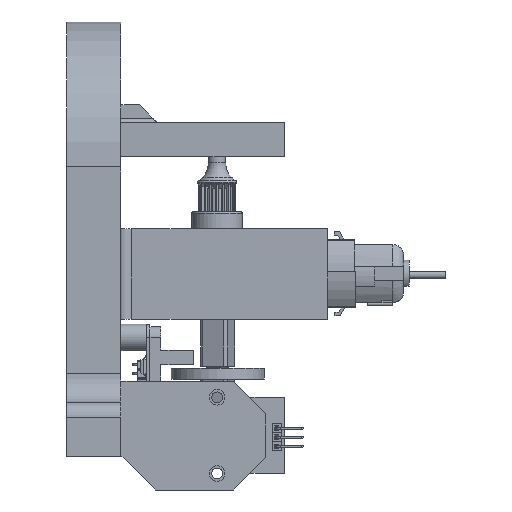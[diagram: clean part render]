
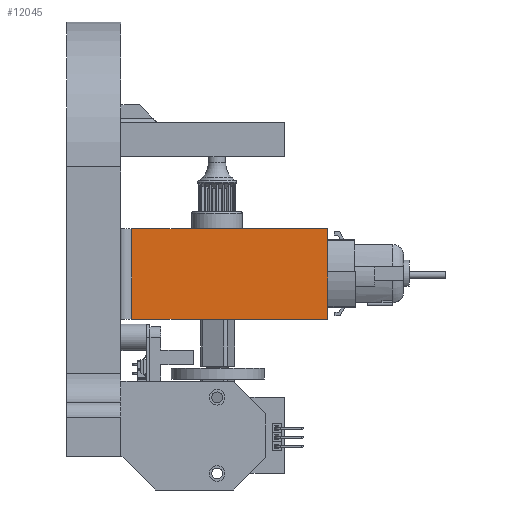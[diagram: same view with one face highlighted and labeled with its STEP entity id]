
A CAD part, left-side view. The second image highlights one B-rep face of the part: STEP entity #12045.
In plain terms, the highlighted planar face has unit normal (-1, 0, 0).
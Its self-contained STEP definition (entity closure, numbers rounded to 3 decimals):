
#576=PLANE('',#12903);
#1014=FACE_OUTER_BOUND('',#1704,.T.);
#1704=EDGE_LOOP('',(#8383,#8384,#8385,#8386));
#2553=LINE('',#17652,#3769);
#2554=LINE('',#17655,#3770);
#2555=LINE('',#17657,#3771);
#2556=LINE('',#17658,#3772);
#3769=VECTOR('',#14133,10.);
#3770=VECTOR('',#14136,10.);
#3771=VECTOR('',#14137,10.);
#3772=VECTOR('',#14138,10.);
#5412=VERTEX_POINT('',#17648);
#5413=VERTEX_POINT('',#17650);
#5414=VERTEX_POINT('',#17654);
#5415=VERTEX_POINT('',#17656);
#6586=EDGE_CURVE('',#5413,#5412,#2553,.T.);
#6587=EDGE_CURVE('',#5413,#5414,#2554,.T.);
#6588=EDGE_CURVE('',#5415,#5414,#2555,.T.);
#6589=EDGE_CURVE('',#5412,#5415,#2556,.T.);
#8383=ORIENTED_EDGE('',*,*,#6586,.F.);
#8384=ORIENTED_EDGE('',*,*,#6587,.T.);
#8385=ORIENTED_EDGE('',*,*,#6588,.F.);
#8386=ORIENTED_EDGE('',*,*,#6589,.F.);
#12045=ADVANCED_FACE('',(#1014),#576,.T.);
#12903=AXIS2_PLACEMENT_3D('',#17653,#14134,#14135);
#14133=DIRECTION('',(0.,0.,1.));
#14134=DIRECTION('center_axis',(-1.,0.,0.));
#14135=DIRECTION('ref_axis',(0.,0.,-1.));
#14136=DIRECTION('',(0.,-1.,0.));
#14137=DIRECTION('',(0.,0.,-1.));
#14138=DIRECTION('',(0.,-1.,0.));
#17648=CARTESIAN_POINT('',(-13.866,-3.,62.983));
#17650=CARTESIAN_POINT('',(-13.866,-3.,37.983));
#17652=CARTESIAN_POINT('',(-13.866,-3.,75.233));
#17653=CARTESIAN_POINT('Origin',(-13.866,0.,
62.983));
#17654=CARTESIAN_POINT('',(-13.866,-57.,37.983));
#17655=CARTESIAN_POINT('',(-13.866,0.,37.983));
#17656=CARTESIAN_POINT('',(-13.866,-57.,62.983));
#17657=CARTESIAN_POINT('',(-13.866,-57.,37.983));
#17658=CARTESIAN_POINT('',(-13.866,0.,62.983));
